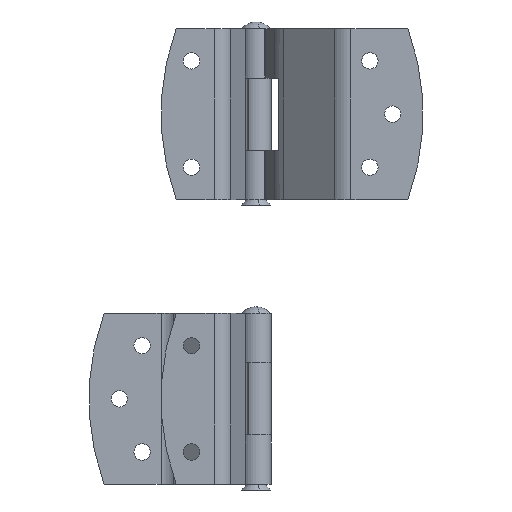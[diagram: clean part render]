
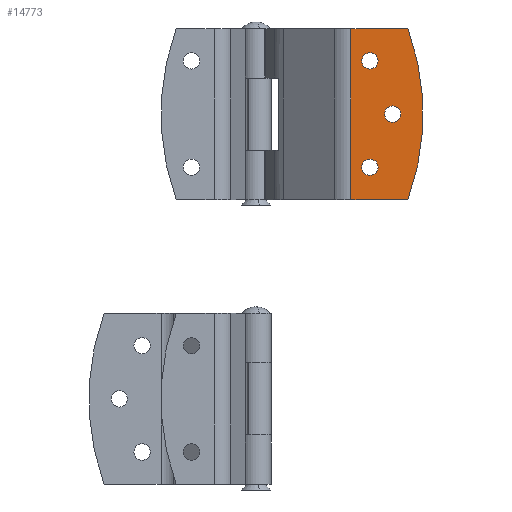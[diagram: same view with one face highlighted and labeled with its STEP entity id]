
A CAD part, front view. The second image highlights one B-rep face of the part: STEP entity #14773.
In plain terms, the highlighted planar face has unit normal (0, -1, 0).
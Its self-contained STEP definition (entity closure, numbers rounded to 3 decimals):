
#129 = EDGE_LOOP ( 'NONE', ( #10691, #6117 ) ) ;
#250 = ORIENTED_EDGE ( 'NONE', *, *, #2414, .T. ) ;
#592 = DIRECTION ( 'NONE',  ( 0., 1., 0. ) ) ;
#839 = CARTESIAN_POINT ( 'NONE',  ( 30., -19.6, -14. ) ) ;
#848 = ORIENTED_EDGE ( 'NONE', *, *, #11156, .T. ) ;
#857 = DIRECTION ( 'NONE',  ( 0., -1., 0. ) ) ;
#1065 = VERTEX_POINT ( 'NONE', #5062 ) ;
#1102 = ORIENTED_EDGE ( 'NONE', *, *, #12460, .T. ) ;
#1127 = VECTOR ( 'NONE', #1392, 1000. ) ;
#1171 = CARTESIAN_POINT ( 'NONE',  ( 25., -19.6, 22.5 ) ) ;
#1224 = CARTESIAN_POINT ( 'NONE',  ( 25., -19.6, -22.5 ) ) ;
#1392 = DIRECTION ( 'NONE',  ( -1., 0., 0. ) ) ;
#1468 = CARTESIAN_POINT ( 'NONE',  ( -21.281, -19.6, 0. ) ) ;
#1697 = EDGE_CURVE ( 'NONE', #13700, #2860, #7997, .T. ) ;
#1700 = DIRECTION ( 'NONE',  ( -1., 0., 0. ) ) ;
#1711 = DIRECTION ( 'NONE',  ( 0., 1., 0. ) ) ;
#1851 = LINE ( 'NONE', #1171, #9439 ) ;
#1941 = LINE ( 'NONE', #1224, #1127 ) ;
#2117 = CARTESIAN_POINT ( 'NONE',  ( 25., -19.6, 22.5 ) ) ;
#2414 = EDGE_CURVE ( 'NONE', #13847, #8715, #11596, .T. ) ;
#2457 = CARTESIAN_POINT ( 'NONE',  ( 38.15, -19.6, 0. ) ) ;
#2860 = VERTEX_POINT ( 'NONE', #2457 ) ;
#2903 = EDGE_CURVE ( 'NONE', #10250, #1065, #1851, .T. ) ;
#3232 = DIRECTION ( 'NONE',  ( -1., 0., 0. ) ) ;
#3272 = ORIENTED_EDGE ( 'NONE', *, *, #7777, .T. ) ;
#3454 = CARTESIAN_POINT ( 'NONE',  ( 36., -19.6, 0. ) ) ;
#3652 = VERTEX_POINT ( 'NONE', #11943 ) ;
#3658 = AXIS2_PLACEMENT_3D ( 'NONE', #10569, #13280, #1700 ) ;
#3678 = EDGE_CURVE ( 'NONE', #11477, #6449, #15072, .T. ) ;
#3737 = VECTOR ( 'NONE', #13658, 1000. ) ;
#3743 = ORIENTED_EDGE ( 'NONE', *, *, #5457, .T. ) ;
#4689 = VERTEX_POINT ( 'NONE', #10391 ) ;
#4698 = EDGE_LOOP ( 'NONE', ( #250, #3272 ) ) ;
#4736 = FACE_BOUND ( 'NONE', #4698, .T. ) ;
#4994 = CIRCLE ( 'NONE', #15577, 65.281 ) ;
#5062 = CARTESIAN_POINT ( 'NONE',  ( 25., -19.6, -22.5 ) ) ;
#5457 = EDGE_CURVE ( 'NONE', #4689, #3652, #4994, .T. ) ;
#5742 = AXIS2_PLACEMENT_3D ( 'NONE', #3454, #6128, #16376 ) ;
#5835 = PLANE ( 'NONE',  #13080 ) ;
#5878 = AXIS2_PLACEMENT_3D ( 'NONE', #13287, #1711, #12107 ) ;
#5943 = CARTESIAN_POINT ( 'NONE',  ( 25., -19.6, 22.5 ) ) ;
#6093 = CIRCLE ( 'NONE', #6791, 2.15 ) ;
#6117 = ORIENTED_EDGE ( 'NONE', *, *, #13711, .T. ) ;
#6128 = DIRECTION ( 'NONE',  ( 0., 1., 0. ) ) ;
#6362 = DIRECTION ( 'NONE',  ( 0., 1., 0. ) ) ;
#6449 = VERTEX_POINT ( 'NONE', #13809 ) ;
#6556 = CIRCLE ( 'NONE', #5878, 2.15 ) ;
#6791 = AXIS2_PLACEMENT_3D ( 'NONE', #12740, #6362, #12678 ) ;
#7540 = FACE_BOUND ( 'NONE', #10475, .T. ) ;
#7777 = EDGE_CURVE ( 'NONE', #8715, #13847, #6556, .T. ) ;
#7955 = EDGE_LOOP ( 'NONE', ( #3743, #848, #10277, #8869 ) ) ;
#7997 = CIRCLE ( 'NONE', #5742, 2.15 ) ;
#8451 = DIRECTION ( 'NONE',  ( 0., 1., 0. ) ) ;
#8715 = VERTEX_POINT ( 'NONE', #13535 ) ;
#8869 = ORIENTED_EDGE ( 'NONE', *, *, #12009, .F. ) ;
#8877 = DIRECTION ( 'NONE',  ( 0., 0., -1. ) ) ;
#9137 = FACE_OUTER_BOUND ( 'NONE', #7955, .T. ) ;
#9439 = VECTOR ( 'NONE', #8877, 1000. ) ;
#9627 = CARTESIAN_POINT ( 'NONE',  ( 33.85, -19.6, 0. ) ) ;
#10250 = VERTEX_POINT ( 'NONE', #2117 ) ;
#10277 = ORIENTED_EDGE ( 'NONE', *, *, #2903, .T. ) ;
#10391 = CARTESIAN_POINT ( 'NONE',  ( 40., -19.6, -22.5 ) ) ;
#10392 = DIRECTION ( 'NONE',  ( 1., 0., 0. ) ) ;
#10475 = EDGE_LOOP ( 'NONE', ( #1102, #13288 ) ) ;
#10569 = CARTESIAN_POINT ( 'NONE',  ( 36., -19.6, 0. ) ) ;
#10691 = ORIENTED_EDGE ( 'NONE', *, *, #1697, .T. ) ;
#10804 = CARTESIAN_POINT ( 'NONE',  ( 30., -19.6, 14. ) ) ;
#11076 = DIRECTION ( 'NONE',  ( 1., 0., 0. ) ) ;
#11156 = EDGE_CURVE ( 'NONE', #3652, #10250, #14573, .T. ) ;
#11196 = CARTESIAN_POINT ( 'NONE',  ( 27.85, -19.6, -14. ) ) ;
#11477 = VERTEX_POINT ( 'NONE', #14274 ) ;
#11596 = CIRCLE ( 'NONE', #14039, 2.15 ) ;
#11639 = AXIS2_PLACEMENT_3D ( 'NONE', #10804, #592, #3232 ) ;
#11943 = CARTESIAN_POINT ( 'NONE',  ( 40., -19.6, 22.5 ) ) ;
#12009 = EDGE_CURVE ( 'NONE', #4689, #1065, #1941, .T. ) ;
#12107 = DIRECTION ( 'NONE',  ( -1., 0., 0. ) ) ;
#12460 = EDGE_CURVE ( 'NONE', #6449, #11477, #6093, .T. ) ;
#12678 = DIRECTION ( 'NONE',  ( -1., 0., 0. ) ) ;
#12740 = CARTESIAN_POINT ( 'NONE',  ( 30., -19.6, 14. ) ) ;
#13080 = AXIS2_PLACEMENT_3D ( 'NONE', #5943, #857, #11076 ) ;
#13280 = DIRECTION ( 'NONE',  ( 0., 1., 0. ) ) ;
#13287 = CARTESIAN_POINT ( 'NONE',  ( 30., -19.6, -14. ) ) ;
#13288 = ORIENTED_EDGE ( 'NONE', *, *, #3678, .T. ) ;
#13293 = CIRCLE ( 'NONE', #3658, 2.15 ) ;
#13535 = CARTESIAN_POINT ( 'NONE',  ( 32.15, -19.6, -14. ) ) ;
#13554 = CARTESIAN_POINT ( 'NONE',  ( 25., -19.6, 22.5 ) ) ;
#13618 = DIRECTION ( 'NONE',  ( -1., 0., 0. ) ) ;
#13658 = DIRECTION ( 'NONE',  ( -1., 0., 0. ) ) ;
#13700 = VERTEX_POINT ( 'NONE', #9627 ) ;
#13711 = EDGE_CURVE ( 'NONE', #2860, #13700, #13293, .T. ) ;
#13809 = CARTESIAN_POINT ( 'NONE',  ( 27.85, -19.6, 14. ) ) ;
#13847 = VERTEX_POINT ( 'NONE', #11196 ) ;
#14039 = AXIS2_PLACEMENT_3D ( 'NONE', #839, #8451, #13618 ) ;
#14274 = CARTESIAN_POINT ( 'NONE',  ( 32.15, -19.6, 14. ) ) ;
#14573 = LINE ( 'NONE', #13554, #3737 ) ;
#14773 = ADVANCED_FACE ( 'NONE', ( #15835, #7540, #4736, #9137 ), #5835, .T. ) ;
#15072 = CIRCLE ( 'NONE', #11639, 2.15 ) ;
#15559 = DIRECTION ( 'NONE',  ( 0., -1., 0. ) ) ;
#15577 = AXIS2_PLACEMENT_3D ( 'NONE', #1468, #15559, #10392 ) ;
#15835 = FACE_BOUND ( 'NONE', #129, .T. ) ;
#16376 = DIRECTION ( 'NONE',  ( -1., 0., 0. ) ) ;
